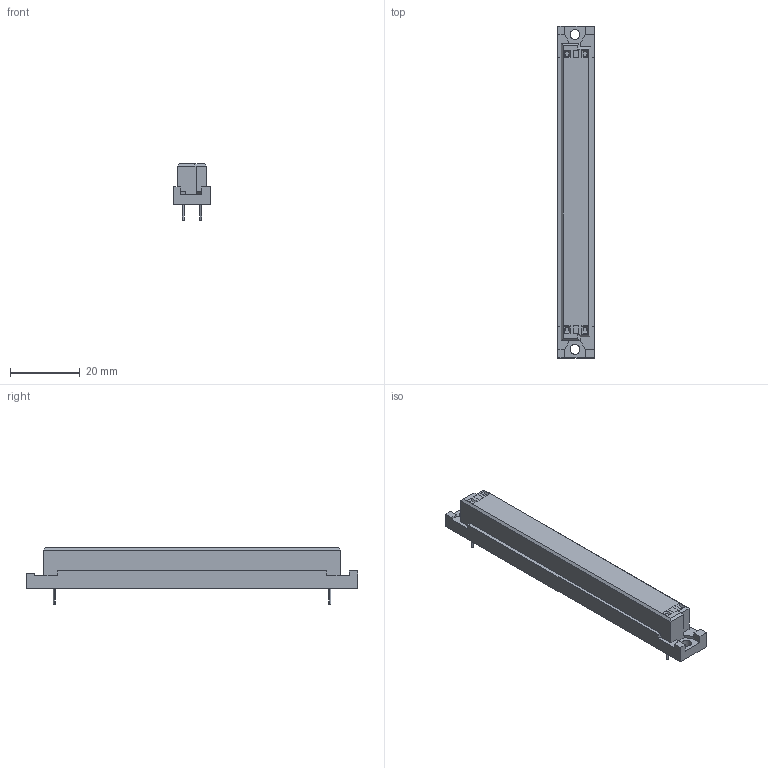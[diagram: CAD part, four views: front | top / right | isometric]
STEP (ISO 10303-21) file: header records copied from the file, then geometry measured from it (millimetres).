
FILE_DESCRIPTION((''),'2;1');
FILE_NAME('HARTING_09 03 264 6825.stp','2010-01-05T18:24:34',(''),(''),'Mechanical Desktop 2006','Mechanical Desktop 2006',', , ');
FILE_SCHEMA(('AUTOMOTIVE_DESIGN { 1 2 10303 214 0 1 1 1 }'));
Length unit declared in the file: millimetre
Products named in the file (1): Product
Bounding box: 10.5 x 94.9 x 16.1 mm (x, y, z)
Volume: 9451.8 mm3; surface area: 4301.6 mm2
Topology: 5 solids, 5 shells, 96 faces, 224 edges, 150 vertices
Faces by surface type: bspline 72, plane 16, cylinder 8
Entity records: 2614 total; most frequent: CARTESIAN_POINT 957, ORIENTED_EDGE 448, EDGE_CURVE 224, VERTEX_POINT 150, EDGE_LOOP 112, B_SPLINE_CURVE_WITH_KNOTS 106, FACE_OUTER_BOUND 96, ADVANCED_FACE 96
